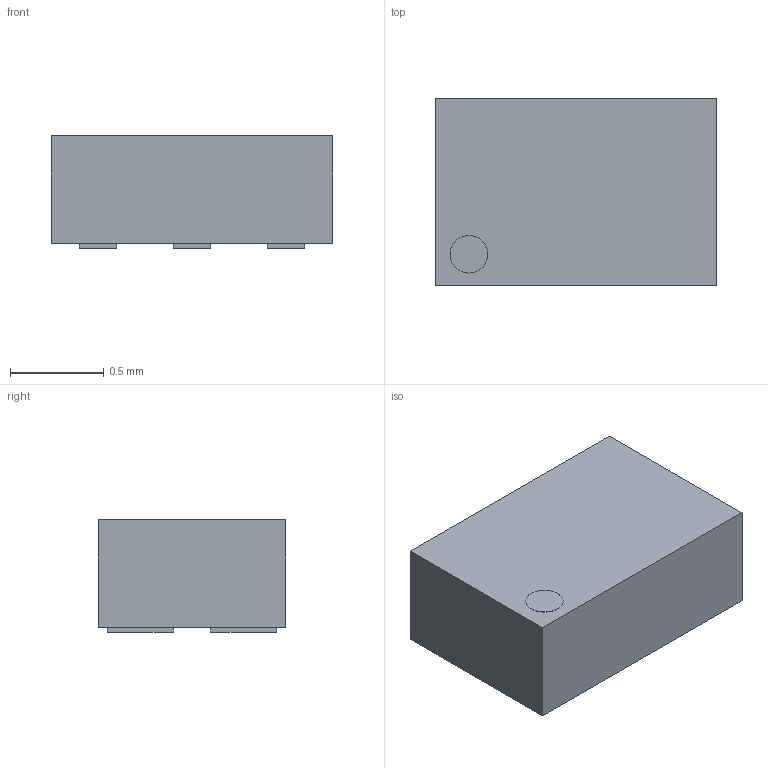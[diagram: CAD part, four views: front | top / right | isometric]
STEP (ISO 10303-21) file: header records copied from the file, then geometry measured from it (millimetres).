
FILE_DESCRIPTION(('FreeCAD Model'),'2;1');
FILE_NAME ('DFN-6_0.5mm_1.5x1mm.step', '2018-11-03T15:16:22+00:00', 'Stefan Hamminga', '', '', '', '');
FILE_SCHEMA(('AUTOMOTIVE_DESIGN { 1 0 10303 214 1 1 1 1 }'));
Length unit declared in the file: millimetre
Products named in the file (3): ASSEMBLY; Pad; Pocket
Assembly tree (2 placements, depth 2):
  ASSEMBLY
    Pad
    Pocket
Bounding box: 1.5 x 1 x 0.6 mm (x, y, z)
Volume: 0.9 mm3; surface area: 6.9 mm2
Topology: 7 solids, 7 shells, 44 faces, 87 edges, 58 vertices
Faces by surface type: plane 43, cylinder 1
Full cylindrical faces by diameter (mm): 0.2 x1
Entity records: 2396 total; most frequent: CARTESIAN_POINT 372, DIRECTION 356, LINE 257, VECTOR 257, ORIENTED_EDGE 174, PCURVE 174, DEFINITIONAL_REPRESENTATION 174, EDGE_CURVE 87
